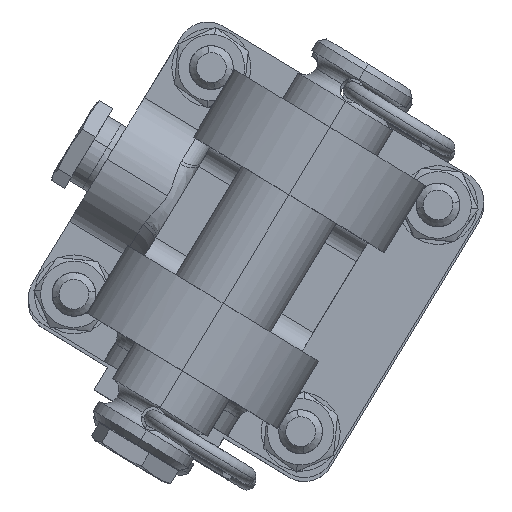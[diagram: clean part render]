
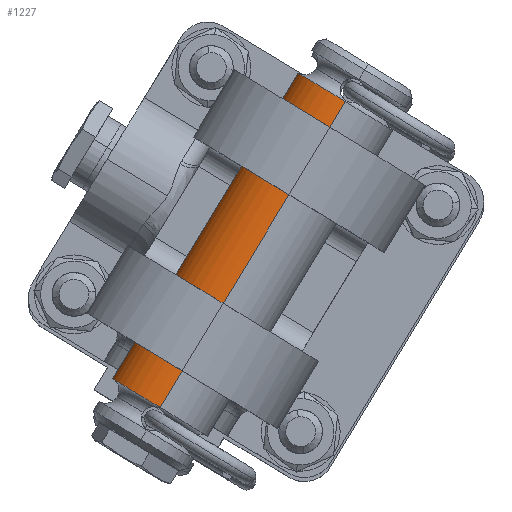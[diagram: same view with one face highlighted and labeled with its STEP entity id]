
A CAD part, top view. The second image highlights one B-rep face of the part: STEP entity #1227.
In plain terms, the highlighted cylindrical face has radius 12.65 mm (diameter 25.3 mm), a partial arc.
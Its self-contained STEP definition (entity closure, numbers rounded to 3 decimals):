
#808 = CARTESIAN_POINT ( 'NONE',  ( 91.6, 12.65, 0. ) ) ;
#912 = ORIENTED_EDGE ( 'NONE', *, *, #6976, .T. ) ;
#1227 = ADVANCED_FACE ( 'NONE', ( #1602 ), #13201, .T. ) ;
#1534 = VERTEX_POINT ( 'NONE', #4634 ) ;
#1602 = FACE_OUTER_BOUND ( 'NONE', #9326, .T. ) ;
#1757 = LINE ( 'NONE', #3382, #10402 ) ;
#1798 = VECTOR ( 'NONE', #11910, 1000. ) ;
#1966 = DIRECTION ( 'NONE',  ( 0., 1., 0. ) ) ;
#3310 = DIRECTION ( 'NONE',  ( 0., 1., 0. ) ) ;
#3382 = CARTESIAN_POINT ( 'NONE',  ( 10., -12.65, 0. ) ) ;
#3397 = DIRECTION ( 'NONE',  ( 1., 0., 0. ) ) ;
#3400 = VERTEX_POINT ( 'NONE', #9936 ) ;
#3729 = ORIENTED_EDGE ( 'NONE', *, *, #6556, .F. ) ;
#3994 = VERTEX_POINT ( 'NONE', #808 ) ;
#4489 = DIRECTION ( 'NONE',  ( 0., 1., 0. ) ) ;
#4634 = CARTESIAN_POINT ( 'NONE',  ( 91.6, -12.65, 0. ) ) ;
#5323 = CIRCLE ( 'NONE', #9091, 12.65 ) ;
#5396 = EDGE_CURVE ( 'NONE', #10591, #3994, #10622, .T. ) ;
#5669 = ORIENTED_EDGE ( 'NONE', *, *, #5396, .T. ) ;
#6556 = EDGE_CURVE ( 'NONE', #3400, #1534, #1757, .T. ) ;
#6930 = CARTESIAN_POINT ( 'NONE',  ( 10., 0., 0. ) ) ;
#6949 = ORIENTED_EDGE ( 'NONE', *, *, #12899, .F. ) ;
#6976 = EDGE_CURVE ( 'NONE', #3400, #10591, #13887, .T. ) ;
#7131 = CARTESIAN_POINT ( 'NONE',  ( 10., 12.65, 0. ) ) ;
#7213 = CARTESIAN_POINT ( 'NONE',  ( 10., 12.65, 0. ) ) ;
#7920 = DIRECTION ( 'NONE',  ( 1., 0., 0. ) ) ;
#8905 = AXIS2_PLACEMENT_3D ( 'NONE', #6930, #3397, #3310 ) ;
#9091 = AXIS2_PLACEMENT_3D ( 'NONE', #13606, #14972, #1966 ) ;
#9326 = EDGE_LOOP ( 'NONE', ( #3729, #912, #5669, #6949 ) ) ;
#9936 = CARTESIAN_POINT ( 'NONE',  ( 10., -12.65, 0. ) ) ;
#10402 = VECTOR ( 'NONE', #13988, 1000. ) ;
#10591 = VERTEX_POINT ( 'NONE', #7213 ) ;
#10622 = LINE ( 'NONE', #7131, #1798 ) ;
#11910 = DIRECTION ( 'NONE',  ( 1., 0., 0. ) ) ;
#12899 = EDGE_CURVE ( 'NONE', #1534, #3994, #5323, .T. ) ;
#13201 = CYLINDRICAL_SURFACE ( 'NONE', #14439, 12.65 ) ;
#13606 = CARTESIAN_POINT ( 'NONE',  ( 91.6, 0., 0. ) ) ;
#13768 = CARTESIAN_POINT ( 'NONE',  ( 10., 0., 0. ) ) ;
#13887 = CIRCLE ( 'NONE', #8905, 12.65 ) ;
#13988 = DIRECTION ( 'NONE',  ( 1., 0., 0. ) ) ;
#14439 = AXIS2_PLACEMENT_3D ( 'NONE', #13768, #7920, #4489 ) ;
#14972 = DIRECTION ( 'NONE',  ( 1., 0., 0. ) ) ;
